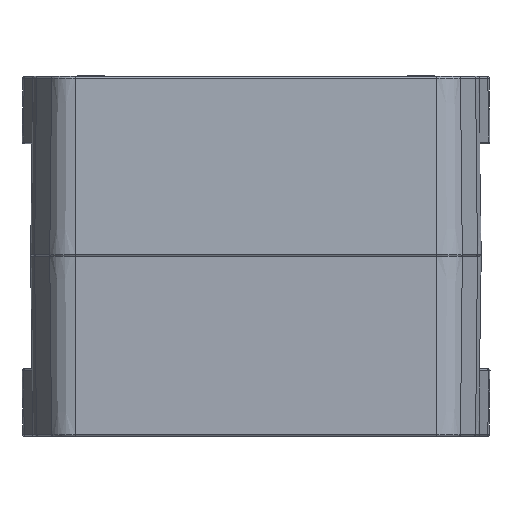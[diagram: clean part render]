
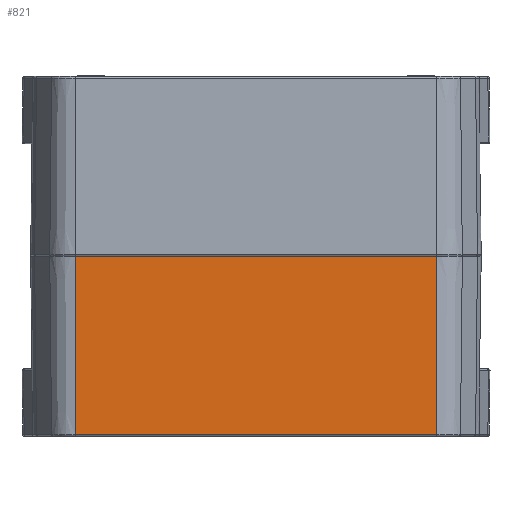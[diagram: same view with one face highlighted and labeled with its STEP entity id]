
A CAD part, front view. The second image highlights one B-rep face of the part: STEP entity #821.
In plain terms, the highlighted face is planar.
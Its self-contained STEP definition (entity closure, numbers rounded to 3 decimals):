
#667 = EDGE_CURVE ( 'NONE', #12245, #34305, #6948, .T. ) ;
#821 = ADVANCED_FACE ( 'NONE', ( #18188 ), #15055, .T. ) ;
#2191 = VECTOR ( 'NONE', #38062, 1000. ) ;
#4467 = CARTESIAN_POINT ( 'NONE',  ( -25.4, 23.813, 10. ) ) ;
#6948 = LINE ( 'NONE', #10356, #8044 ) ;
#7567 = EDGE_CURVE ( 'NONE', #25042, #34305, #40967, .T. ) ;
#8044 = VECTOR ( 'NONE', #28864, 1000. ) ;
#9527 = EDGE_CURVE ( 'NONE', #12245, #41794, #45303, .T. ) ;
#10356 = CARTESIAN_POINT ( 'NONE',  ( -25.4, 24.052, -9.6 ) ) ;
#10910 = EDGE_LOOP ( 'NONE', ( #40913, #13874, #27101, #28915 ) ) ;
#12245 = VERTEX_POINT ( 'NONE', #12687 ) ;
#12687 = CARTESIAN_POINT ( 'NONE',  ( -19.663, 24.052, -9.6 ) ) ;
#13874 = ORIENTED_EDGE ( 'NONE', *, *, #44030, .T. ) ;
#14869 = CARTESIAN_POINT ( 'NONE',  ( 19.663, 24.052, -9.6 ) ) ;
#15055 = PLANE ( 'NONE',  #39843 ) ;
#15188 = LINE ( 'NONE', #35988, #39345 ) ;
#18188 = FACE_OUTER_BOUND ( 'NONE', #10910, .T. ) ;
#18528 = DIRECTION ( 'NONE',  ( 0., -0.012, 1. ) ) ;
#25042 = VERTEX_POINT ( 'NONE', #37027 ) ;
#27101 = ORIENTED_EDGE ( 'NONE', *, *, #7567, .T. ) ;
#28864 = DIRECTION ( 'NONE',  ( 1., 0., 0. ) ) ;
#28915 = ORIENTED_EDGE ( 'NONE', *, *, #667, .F. ) ;
#32766 = DIRECTION ( 'NONE',  ( 0., 1., 0.012 ) ) ;
#33628 = CARTESIAN_POINT ( 'NONE',  ( -19.663, 23.813, 10. ) ) ;
#34305 = VERTEX_POINT ( 'NONE', #14869 ) ;
#35988 = CARTESIAN_POINT ( 'NONE',  ( -25.4, 23.815, 9.802 ) ) ;
#36646 = CARTESIAN_POINT ( 'NONE',  ( -19.663, 23.815, 9.802 ) ) ;
#37027 = CARTESIAN_POINT ( 'NONE',  ( 19.663, 23.815, 9.802 ) ) ;
#37448 = VECTOR ( 'NONE', #44304, 1000. ) ;
#38062 = DIRECTION ( 'NONE',  ( 0., 0.012, -1. ) ) ;
#38366 = CARTESIAN_POINT ( 'NONE',  ( 19.663, 23.813, 10. ) ) ;
#39345 = VECTOR ( 'NONE', #40604, 1000. ) ;
#39843 = AXIS2_PLACEMENT_3D ( 'NONE', #4467, #32766, #18528 ) ;
#40604 = DIRECTION ( 'NONE',  ( 1., 0., 0. ) ) ;
#40913 = ORIENTED_EDGE ( 'NONE', *, *, #9527, .T. ) ;
#40967 = LINE ( 'NONE', #38366, #2191 ) ;
#41794 = VERTEX_POINT ( 'NONE', #36646 ) ;
#44030 = EDGE_CURVE ( 'NONE', #41794, #25042, #15188, .T. ) ;
#44304 = DIRECTION ( 'NONE',  ( 0., -0.012, 1. ) ) ;
#45303 = LINE ( 'NONE', #33628, #37448 ) ;
